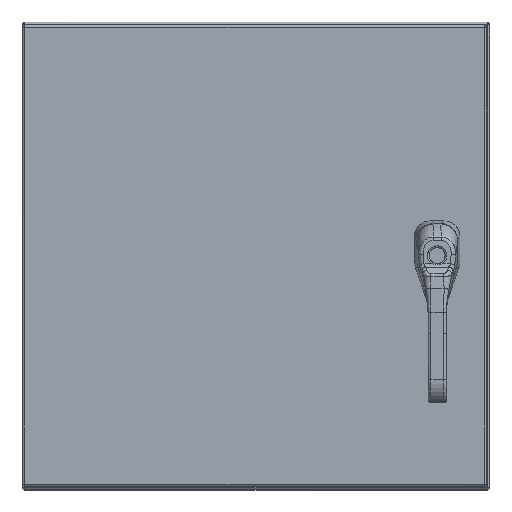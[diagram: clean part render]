
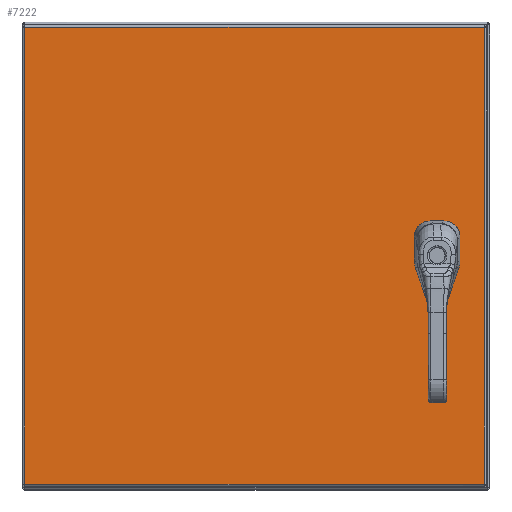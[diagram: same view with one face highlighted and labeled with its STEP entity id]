
A CAD part, top view. The second image highlights one B-rep face of the part: STEP entity #7222.
In plain terms, the highlighted face is planar.
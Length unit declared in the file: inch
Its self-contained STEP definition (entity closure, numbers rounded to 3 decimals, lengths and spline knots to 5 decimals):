
#5452=CARTESIAN_POINT('',(2.33762,10.275,0.0));
#5453=VERTEX_POINT('',#5452);
#5460=CARTESIAN_POINT('',(2.525,10.08762,0.0));
#5461=VERTEX_POINT('',#5460);
#5462=CARTESIAN_POINT('',(2.125,9.875,0.0));
#5463=DIRECTION('',(0.0,0.0,1.0));
#5464=DIRECTION('',(-0.469,-0.883,0.0));
#5465=AXIS2_PLACEMENT_3D('',#5462,#5463,#5464);
#5466=CIRCLE('',#5465,0.453);
#5467=EDGE_CURVE('',#5461,#5453,#5466,.T.);
#5492=CARTESIAN_POINT('',(2.525,9.66238,0.0));
#5493=VERTEX_POINT('',#5492);
#5494=CARTESIAN_POINT('',(2.525,9.66238,0.0));
#5495=DIRECTION('',(0.0,1.0,0.0));
#5496=VECTOR('',#5495,0.42525);
#5497=LINE('',#5494,#5496);
#5498=EDGE_CURVE('',#5493,#5461,#5497,.T.);
#5524=CARTESIAN_POINT('',(2.33762,9.475,0.0));
#5525=VERTEX_POINT('',#5524);
#5526=CARTESIAN_POINT('',(2.125,9.875,0.0));
#5527=DIRECTION('',(0.0,0.0,1.0));
#5528=DIRECTION('',(-0.883,0.469,0.0));
#5529=AXIS2_PLACEMENT_3D('',#5526,#5527,#5528);
#5530=CIRCLE('',#5529,0.453);
#5531=EDGE_CURVE('',#5525,#5493,#5530,.T.);
#5556=CARTESIAN_POINT('',(1.91238,9.475,0.0));
#5557=VERTEX_POINT('',#5556);
#5558=CARTESIAN_POINT('',(1.91238,9.475,0.0));
#5559=DIRECTION('',(1.0,0.0,0.0));
#5560=VECTOR('',#5559,0.42525);
#5561=LINE('',#5558,#5560);
#5562=EDGE_CURVE('',#5557,#5525,#5561,.T.);
#5588=CARTESIAN_POINT('',(1.725,9.66238,0.0));
#5589=VERTEX_POINT('',#5588);
#5590=CARTESIAN_POINT('',(2.125,9.875,0.0));
#5591=DIRECTION('',(0.0,0.0,1.0));
#5592=DIRECTION('',(0.469,0.883,0.0));
#5593=AXIS2_PLACEMENT_3D('',#5590,#5591,#5592);
#5594=CIRCLE('',#5593,0.453);
#5595=EDGE_CURVE('',#5589,#5557,#5594,.T.);
#5620=CARTESIAN_POINT('',(1.725,10.08762,0.0));
#5621=VERTEX_POINT('',#5620);
#5622=CARTESIAN_POINT('',(1.725,10.08762,0.0));
#5623=DIRECTION('',(0.0,-1.0,0.0));
#5624=VECTOR('',#5623,0.42525);
#5625=LINE('',#5622,#5624);
#5626=EDGE_CURVE('',#5621,#5589,#5625,.T.);
#5652=CARTESIAN_POINT('',(1.91238,10.275,0.0));
#5653=VERTEX_POINT('',#5652);
#5654=CARTESIAN_POINT('',(2.125,9.875,0.0));
#5655=DIRECTION('',(0.0,0.0,1.0));
#5656=DIRECTION('',(0.883,-0.469,0.0));
#5657=AXIS2_PLACEMENT_3D('',#5654,#5655,#5656);
#5658=CIRCLE('',#5657,0.453);
#5659=EDGE_CURVE('',#5653,#5621,#5658,.T.);
#5682=CARTESIAN_POINT('',(2.33762,10.275,0.0));
#5683=DIRECTION('',(-1.0,0.0,0.0));
#5684=VECTOR('',#5683,0.42525);
#5685=LINE('',#5682,#5684);
#5686=EDGE_CURVE('',#5453,#5653,#5685,.T.);
#5708=CARTESIAN_POINT('',(1.985,10.75997,0.0));
#5709=VERTEX_POINT('',#5708);
#5710=CARTESIAN_POINT('',(2.125,10.75997,0.0));
#5711=DIRECTION('',(0.0,0.0,1.0));
#5712=DIRECTION('',(1.0,0.0,0.0));
#5713=AXIS2_PLACEMENT_3D('',#5710,#5711,#5712);
#5714=CIRCLE('',#5713,0.14);
#5715=EDGE_CURVE('',#5709,#5709,#5714,.T.);
#5736=CARTESIAN_POINT('',(1.985,8.98897,0.0));
#5737=VERTEX_POINT('',#5736);
#5738=CARTESIAN_POINT('',(2.125,8.98897,0.0));
#5739=DIRECTION('',(0.0,0.0,1.0));
#5740=DIRECTION('',(1.0,0.0,0.0));
#5741=AXIS2_PLACEMENT_3D('',#5738,#5739,#5740);
#5742=CIRCLE('',#5741,0.14);
#5743=EDGE_CURVE('',#5737,#5737,#5742,.T.);
#5764=CARTESIAN_POINT('',(1.985,8.49697,0.0));
#5765=VERTEX_POINT('',#5764);
#5766=CARTESIAN_POINT('',(2.125,8.49697,0.0));
#5767=DIRECTION('',(0.0,0.0,1.0));
#5768=DIRECTION('',(1.0,0.0,0.0));
#5769=AXIS2_PLACEMENT_3D('',#5766,#5767,#5768);
#5770=CIRCLE('',#5769,0.14);
#5771=EDGE_CURVE('',#5765,#5765,#5770,.T.);
#6221=CARTESIAN_POINT('',(19.76975,0.10525,0.));
#6222=VERTEX_POINT('',#6221);
#6233=CARTESIAN_POINT('',(19.76975,19.64475,0.));
#6234=VERTEX_POINT('',#6233);
#6235=CARTESIAN_POINT('',(19.76975,19.64475,0.0));
#6236=DIRECTION('',(0.0,-1.0,0.0));
#6237=VECTOR('',#6236,19.5395);
#6238=LINE('',#6235,#6237);
#6239=EDGE_CURVE('',#6234,#6222,#6238,.T.);
#6391=CARTESIAN_POINT('',(0.10525,0.10525,0.));
#6392=VERTEX_POINT('',#6391);
#6403=CARTESIAN_POINT('',(19.76975,0.10525,0.0));
#6404=DIRECTION('',(-1.0,0.0,0.0));
#6405=VECTOR('',#6404,19.6645);
#6406=LINE('',#6403,#6405);
#6407=EDGE_CURVE('',#6222,#6392,#6406,.T.);
#6668=CARTESIAN_POINT('',(0.10525,19.64475,0.));
#6669=VERTEX_POINT('',#6668);
#6680=CARTESIAN_POINT('',(0.10525,0.10525,0.0));
#6681=DIRECTION('',(0.0,1.0,0.0));
#6682=VECTOR('',#6681,19.5395);
#6683=LINE('',#6680,#6682);
#6684=EDGE_CURVE('',#6392,#6669,#6683,.T.);
#6949=CARTESIAN_POINT('',(0.10525,19.64475,0.0));
#6950=DIRECTION('',(1.0,0.0,0.0));
#6951=VECTOR('',#6950,19.6645);
#6952=LINE('',#6949,#6951);
#6953=EDGE_CURVE('',#6669,#6234,#6952,.T.);
#7192=CARTESIAN_POINT('',(9.9375,9.875,0.0));
#7193=DIRECTION('',(0.0,0.0,1.0));
#7194=DIRECTION('',(1.0,0.0,0.0));
#7195=AXIS2_PLACEMENT_3D('',#7192,#7193,#7194);
#7196=PLANE('',#7195);
#7197=ORIENTED_EDGE('',*,*,#6239,.T.);
#7198=ORIENTED_EDGE('',*,*,#6407,.T.);
#7199=ORIENTED_EDGE('',*,*,#6684,.T.);
#7200=ORIENTED_EDGE('',*,*,#6953,.T.);
#7201=EDGE_LOOP('',(#7197,#7198,#7199,#7200));
#7202=FACE_OUTER_BOUND('',#7201,.T.);
#7203=ORIENTED_EDGE('',*,*,#5467,.T.);
#7204=ORIENTED_EDGE('',*,*,#5686,.T.);
#7205=ORIENTED_EDGE('',*,*,#5659,.T.);
#7206=ORIENTED_EDGE('',*,*,#5626,.T.);
#7207=ORIENTED_EDGE('',*,*,#5595,.T.);
#7208=ORIENTED_EDGE('',*,*,#5562,.T.);
#7209=ORIENTED_EDGE('',*,*,#5531,.T.);
#7210=ORIENTED_EDGE('',*,*,#5498,.T.);
#7211=EDGE_LOOP('',(#7203,#7204,#7205,#7206,#7207,#7208,#7209,#7210));
#7212=FACE_BOUND('',#7211,.T.);
#7213=ORIENTED_EDGE('',*,*,#5715,.T.);
#7214=EDGE_LOOP('',(#7213));
#7215=FACE_BOUND('',#7214,.T.);
#7216=ORIENTED_EDGE('',*,*,#5743,.T.);
#7217=EDGE_LOOP('',(#7216));
#7218=FACE_BOUND('',#7217,.T.);
#7219=ORIENTED_EDGE('',*,*,#5771,.T.);
#7220=EDGE_LOOP('',(#7219));
#7221=FACE_BOUND('',#7220,.T.);
#7222=ADVANCED_FACE('',(#7202,#7212,#7215,#7218,#7221),#7196,.F.);
